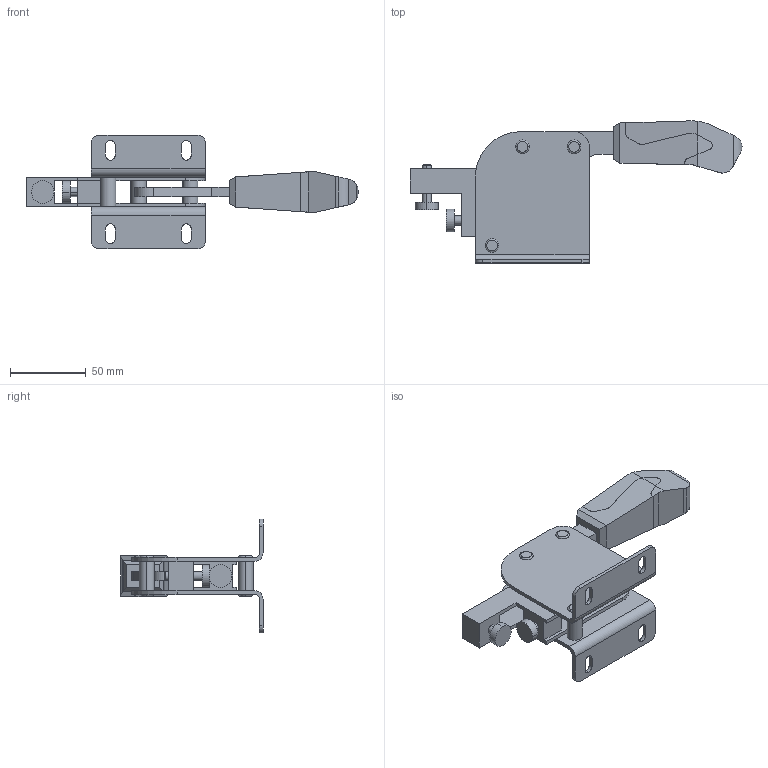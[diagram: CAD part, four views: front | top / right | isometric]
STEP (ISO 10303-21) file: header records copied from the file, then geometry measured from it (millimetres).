
FILE_DESCRIPTION(('CATIA V5 STEP Exchange'),'2;1');
FILE_NAME('KOMBISPANNER_TS_VH_2_UB_1389267_TUENKERS.stp','2022-01-31T15:19:51+00:00',('none'),('none'),'CATIA Version 5 Release 19 SP 9 (IN-10)','CATIA V5 STEP AP214','none');
FILE_SCHEMA(('AUTOMOTIVE_DESIGN { 1 0 10303 214 1 1 1 1 }'));
Length unit declared in the file: millimetre
Products named in the file (1): KOMBISPANNER_TS_VH_2_UB_1389267_TUENKERS
Bounding box: 218.5 x 93.6 x 75 mm (x, y, z)
Volume: 129674.3 mm3; surface area: 65623.5 mm2
Topology: 6 solids, 6 shells, 191 faces, 539 edges, 368 vertices
Faces by surface type: plane 91, cylinder 76, torus 12, cone 12
Entity records: 6830 total; most frequent: CARTESIAN_POINT 1699, ORIENTED_EDGE 1078, DIRECTION 849, EDGE_CURVE 539, VERTEX_POINT 368, AXIS2_PLACEMENT_3D 360, VECTOR 299, LINE 299
